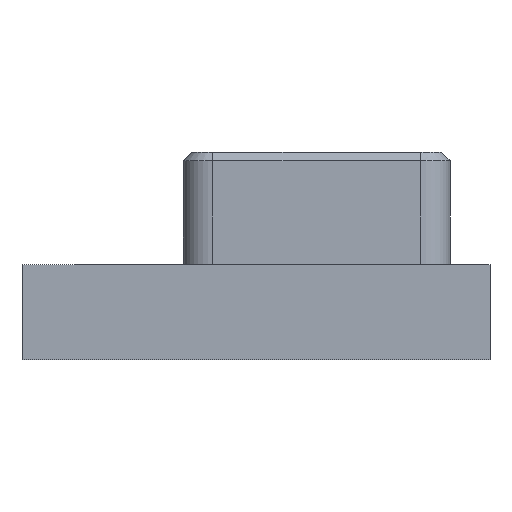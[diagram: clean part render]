
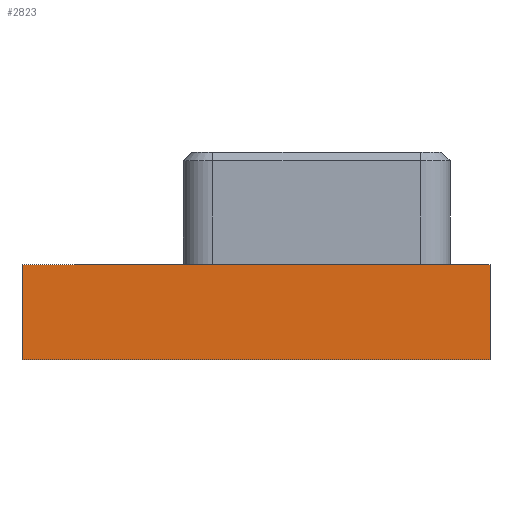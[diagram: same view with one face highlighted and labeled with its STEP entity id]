
A CAD part, front view. The second image highlights one B-rep face of the part: STEP entity #2823.
In plain terms, the highlighted planar face has unit normal (0, -1, 0).
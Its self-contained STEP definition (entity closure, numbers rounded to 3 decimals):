
#239=FACE_OUTER_BOUND('',#402,.T.);
#402=EDGE_LOOP('',(#2055,#2056,#2057,#2058));
#639=LINE('',#4361,#951);
#640=LINE('',#4364,#952);
#641=LINE('',#4366,#953);
#642=LINE('',#4367,#954);
#951=VECTOR('',#3483,10.);
#952=VECTOR('',#3486,10.);
#953=VECTOR('',#3487,10.);
#954=VECTOR('',#3488,10.);
#1252=VERTEX_POINT('',#4357);
#1253=VERTEX_POINT('',#4359);
#1254=VERTEX_POINT('',#4363);
#1255=VERTEX_POINT('',#4365);
#1561=EDGE_CURVE('',#1252,#1253,#639,.T.);
#1562=EDGE_CURVE('',#1252,#1254,#640,.T.);
#1563=EDGE_CURVE('',#1255,#1253,#641,.T.);
#1564=EDGE_CURVE('',#1254,#1255,#642,.T.);
#2055=ORIENTED_EDGE('',*,*,#1562,.F.);
#2056=ORIENTED_EDGE('',*,*,#1561,.T.);
#2057=ORIENTED_EDGE('',*,*,#1563,.F.);
#2058=ORIENTED_EDGE('',*,*,#1564,.F.);
#2705=PLANE('',#3027);
#2823=ADVANCED_FACE('',(#239),#2705,.T.);
#3027=AXIS2_PLACEMENT_3D('',#4362,#3484,#3485);
#3483=DIRECTION('',(0.,0.,1.));
#3484=DIRECTION('center_axis',(0.,-1.,0.));
#3485=DIRECTION('ref_axis',(1.,0.,0.));
#3486=DIRECTION('',(-1.,0.,0.));
#3487=DIRECTION('',(1.,0.,0.));
#3488=DIRECTION('',(0.,0.,1.));
#4357=CARTESIAN_POINT('',(195.,-309.,0.));
#4359=CARTESIAN_POINT('',(195.,-309.,5.5));
#4361=CARTESIAN_POINT('',(195.,-309.,0.));
#4362=CARTESIAN_POINT('Origin',(168.,-309.,0.));
#4363=CARTESIAN_POINT('',(168.,-309.,0.));
#4364=CARTESIAN_POINT('',(195.,-309.,0.));
#4365=CARTESIAN_POINT('',(168.,-309.,5.5));
#4366=CARTESIAN_POINT('',(195.,-309.,5.5));
#4367=CARTESIAN_POINT('',(168.,-309.,0.));
